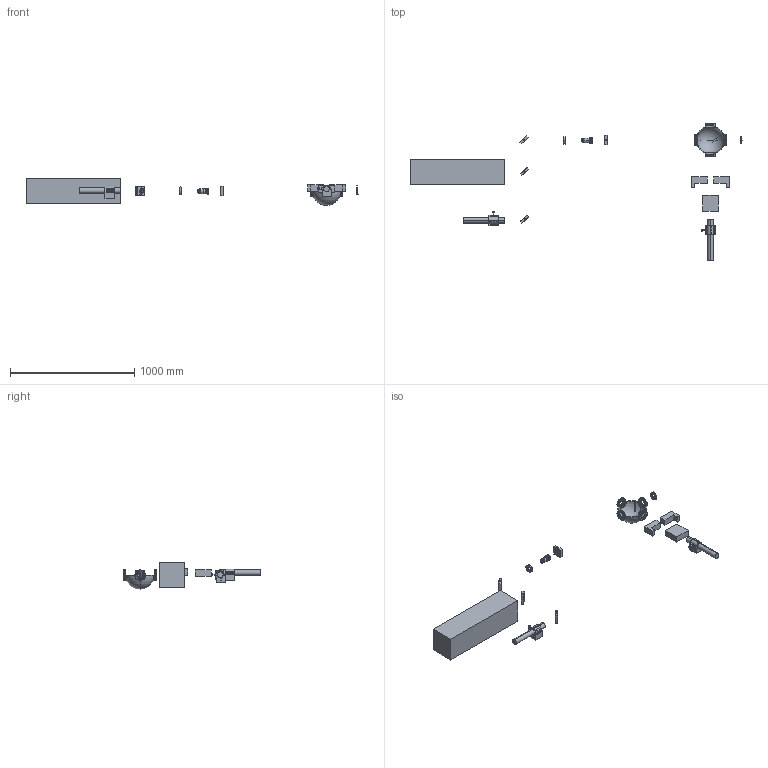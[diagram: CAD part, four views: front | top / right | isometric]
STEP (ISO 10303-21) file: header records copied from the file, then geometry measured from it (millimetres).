
FILE_DESCRIPTION(('STEP AP214'),'1');
FILE_NAME('compton.stp','2015-03-24T22:25:49',('Simon Woodruff'),('Woodruff Scientific Inc'),'Spatial InterOp 3D',' ',' ');
FILE_SCHEMA(('automotive_design'));
Length unit declared in the file: inch
Products named in the file (26): T81-10X; Part_173258; Part_313518; Part_313517; ACIS Solid_313261; ACIS Solid_313271; ACIS Solid_313290; Part_153627; Part_173259; 1; Part_156319; Part_175968; Part_176015; Part_173257; Part_173256; ACIS Solid_160945; Translate_166946; Translate_166956; Part_170534; ACIS Solid_170323; ACIS Solid_170333; ACIS Solid_170352; Part_170841; Part_171600; Part_175932; Translate_177896
Bounding box: 2667.25 x 1094.94 x 215.9 mm (x, y, z)
Volume: 35627515.8 mm3; surface area: 1389121 mm2
Topology: 26 solids, 28 shells, 1254 faces, 3178 edges, 2032 vertices
Faces by surface type: plane 534, cylinder 385, cone 204, torus 64, extrusion 55, bspline 8, sphere 4
Entity records: 51794 total; most frequent: CARTESIAN_POINT 10163, DIRECTION 6683, ORIENTED_EDGE 6348, EDGE_CURVE 3174, AXIS2_PLACEMENT_3D 2585, VERTEX_POINT 2032, VECTOR 1513, EDGE_LOOP 1460
